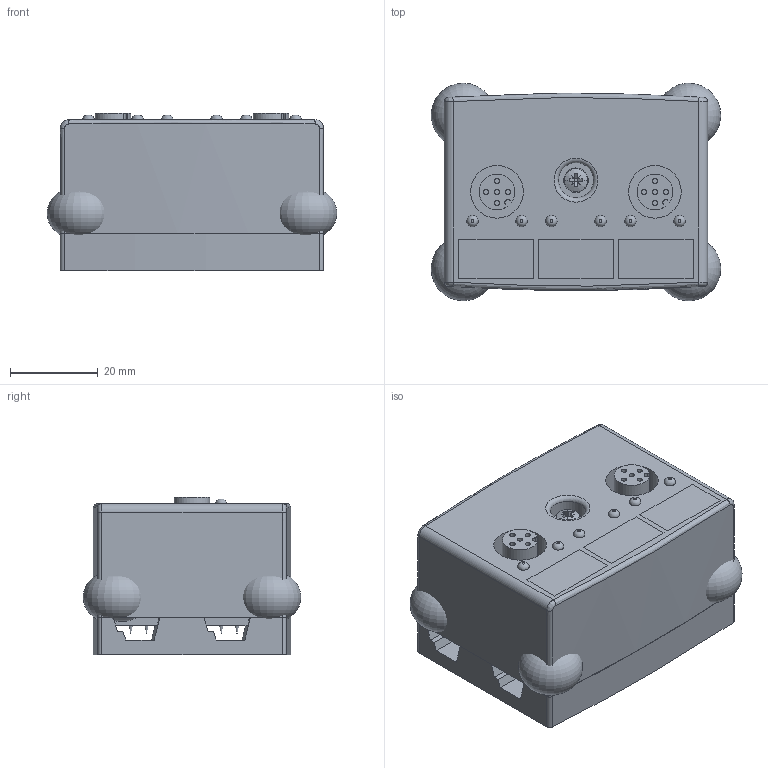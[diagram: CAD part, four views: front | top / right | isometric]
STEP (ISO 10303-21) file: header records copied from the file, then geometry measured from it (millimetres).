
FILE_DESCRIPTION(/* description */ ('Alibre Inc.'),/* implementation_level */ '2;1');
FILE_NAME(/* name */ 'export-7F4AD044-DA9B-4DAE-AF76-8B7D37722B79',/* time_stamp */ '2020-09-01T11:46:45+02:00',/* author */ (''),/* organization */ (''),/* preprocessor_version */ 'ST-DEVELOPER v17',/* originating_system */ 'Alibre',/* authorisation */ '');
FILE_SCHEMA (('AUTOMOTIVE_DESIGN'));
Length unit declared in the file: millimetre
Products named in the file (8): 2; BENE INOX | 210216-3X30
Bounding box: 65.99 x 49.6 x 36 mm (x, y, z)
Volume: 91820.9 mm3; surface area: 31421 mm2
Topology: 18 solids, 19 shells, 539 faces, 1348 edges, 886 vertices
Faces by surface type: plane 233, cylinder 183, cone 50, torus 47, bspline 24, sphere 2
Full cylindrical faces by diameter (mm): 1.2 x10, 2.6 x12, 3 x1, 3.18 x4, 3.2 x4, 3.5 x2, 6 x4, 8 x1, 12 x2
Entity records: 11902 total; most frequent: CARTESIAN_POINT 4192, ORIENTED_EDGE 1466, DIRECTION 1409, EDGE_CURVE 733, AXIS2_PLACEMENT_3D 612, VERTEX_POINT 517, EDGE_LOOP 462, FACE_BOUND 462
